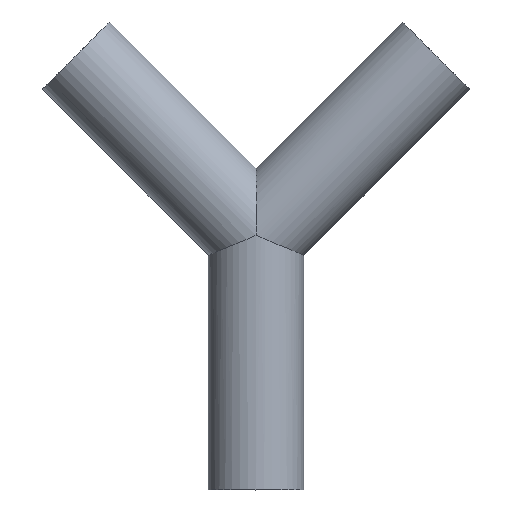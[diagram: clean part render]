
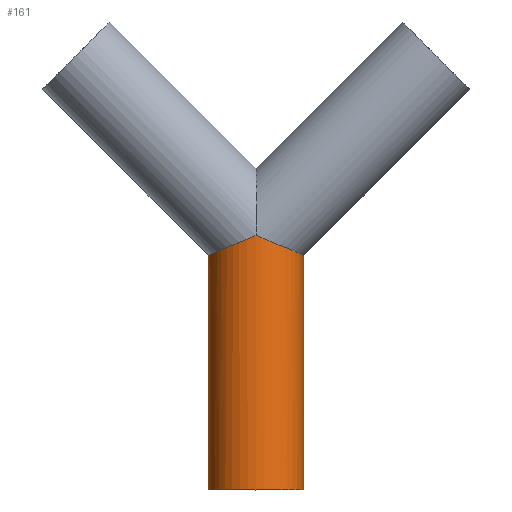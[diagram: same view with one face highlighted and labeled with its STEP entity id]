
A CAD part, top view. The second image highlights one B-rep face of the part: STEP entity #161.
In plain terms, the highlighted cylindrical face has radius 38.1 mm (diameter 76.2 mm), a full revolution.
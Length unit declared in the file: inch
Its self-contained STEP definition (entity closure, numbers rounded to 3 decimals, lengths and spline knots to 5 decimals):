
#26=FACE_OUTER_BOUND('',#36,.T.);
#36=EDGE_LOOP('',(#134,#135,#136,#137,#138,#139));
#46=CIRCLE('',#204,1.5);
#52=LINE('',#305,#58);
#58=VECTOR('',#254,1.5);
#65=ELLIPSE('',#198,1.62359,1.5);
#68=ELLIPSE('',#201,1.62359,1.5);
#69=ELLIPSE('',#205,1.62359,1.5);
#78=VERTEX_POINT('',#293);
#79=VERTEX_POINT('',#295);
#81=VERTEX_POINT('',#299);
#82=VERTEX_POINT('',#304);
#97=EDGE_CURVE('',#79,#78,#65,.T.);
#100=EDGE_CURVE('',#78,#81,#68,.T.);
#101=EDGE_CURVE('',#78,#82,#52,.T.);
#102=EDGE_CURVE('',#82,#82,#46,.T.);
#103=EDGE_CURVE('',#81,#79,#69,.T.);
#134=ORIENTED_EDGE('',*,*,#97,.T.);
#135=ORIENTED_EDGE('',*,*,#101,.T.);
#136=ORIENTED_EDGE('',*,*,#102,.F.);
#137=ORIENTED_EDGE('',*,*,#101,.F.);
#138=ORIENTED_EDGE('',*,*,#100,.T.);
#139=ORIENTED_EDGE('',*,*,#103,.T.);
#154=CYLINDRICAL_SURFACE('',#203,1.5);
#161=ADVANCED_FACE('',(#26),#154,.T.);
#198=AXIS2_PLACEMENT_3D('',#296,#242,#243);
#201=AXIS2_PLACEMENT_3D('',#301,#248,#249);
#203=AXIS2_PLACEMENT_3D('',#303,#252,#253);
#204=AXIS2_PLACEMENT_3D('',#306,#255,#256);
#205=AXIS2_PLACEMENT_3D('',#307,#257,#258);
#242=DIRECTION('center_axis',(0.383,-0.924,0.));
#243=DIRECTION('ref_axis',(0.924,0.383,0.));
#248=DIRECTION('center_axis',(0.383,-0.924,0.));
#249=DIRECTION('ref_axis',(0.924,0.383,0.));
#252=DIRECTION('center_axis',(0.,1.,0.));
#253=DIRECTION('ref_axis',(1.,0.,0.));
#254=DIRECTION('',(0.,-1.,0.));
#255=DIRECTION('center_axis',(0.,-1.,0.));
#256=DIRECTION('ref_axis',(1.,0.,0.));
#257=DIRECTION('center_axis',(-0.383,-0.924,0.));
#258=DIRECTION('ref_axis',(0.924,-0.383,0.));
#293=CARTESIAN_POINT('',(-1.5,7.37868,0.));
#295=CARTESIAN_POINT('',(0.,8.,1.5));
#296=CARTESIAN_POINT('Origin',(0.,8.,0.));
#299=CARTESIAN_POINT('',(0.,8.,-1.5));
#301=CARTESIAN_POINT('Origin',(0.,8.,0.));
#303=CARTESIAN_POINT('Origin',(0.,0.,0.));
#304=CARTESIAN_POINT('',(-1.5,0.,0.));
#305=CARTESIAN_POINT('',(-1.5,0.,0.));
#306=CARTESIAN_POINT('Origin',(0.,0.,0.));
#307=CARTESIAN_POINT('Origin',(0.,8.,0.));
